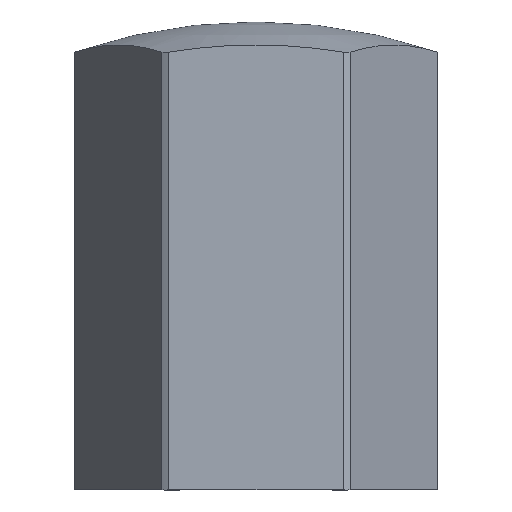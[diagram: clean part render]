
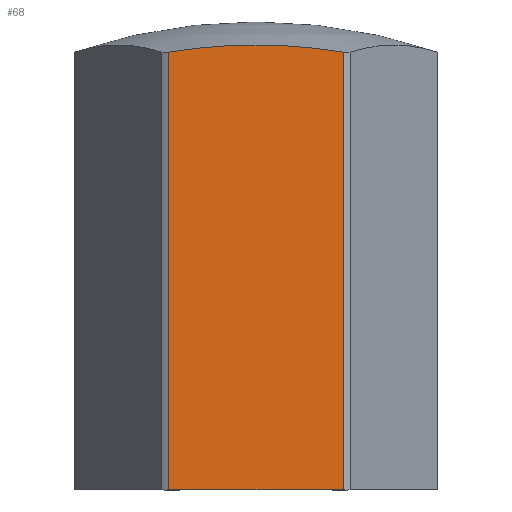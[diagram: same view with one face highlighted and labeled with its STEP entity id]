
A CAD part, left-side view. The second image highlights one B-rep face of the part: STEP entity #68.
In plain terms, the highlighted planar face has unit normal (-1, 0, 0).
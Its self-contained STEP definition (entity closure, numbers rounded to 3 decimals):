
#68=ADVANCED_FACE('',(#139),#140,.T.);
#139=FACE_OUTER_BOUND('',#211,.T.);
#140=PLANE('',#212);
#211=EDGE_LOOP('',(#340,#341,#342,#343));
#212=AXIS2_PLACEMENT_3D('',#344,#345,#346);
#340=ORIENTED_EDGE('',*,*,#483,.F.);
#341=ORIENTED_EDGE('',*,*,#492,.T.);
#342=ORIENTED_EDGE('',*,*,#477,.F.);
#343=ORIENTED_EDGE('',*,*,#442,.T.);
#344=CARTESIAN_POINT('',(-8.5,-4.907,0.));
#345=DIRECTION('',(-1.0,0.,0.));
#346=DIRECTION('',(0.,0.0,1.0));
#442=EDGE_CURVE('',#524,#522,#525,.T.);
#477=EDGE_CURVE('',#524,#582,#583,.T.);
#483=EDGE_CURVE('',#590,#522,#592,.T.);
#492=EDGE_CURVE('',#590,#582,#604,.T.);
#522=VERTEX_POINT('',#634);
#524=VERTEX_POINT('',#636);
#525=CIRCLE('',#637,28.771);
#582=VERTEX_POINT('',#706);
#583=LINE('',#707,#708);
#590=VERTEX_POINT('',#717);
#592=LINE('',#719,#720);
#604=LINE('',#735,#736);
#634=CARTESIAN_POINT('',(-8.5,4.673,23.389));
#636=CARTESIAN_POINT('',(-8.5,-4.673,23.389));
#637=AXIS2_PLACEMENT_3D('',#775,#776,#777);
#706=CARTESIAN_POINT('',(-8.5,-4.673,0.0));
#707=CARTESIAN_POINT('',(-8.5,-4.673,11.885));
#708=VECTOR('',#835,1.0);
#717=CARTESIAN_POINT('',(-8.5,4.673,0.0));
#719=CARTESIAN_POINT('',(-8.5,4.673,11.885));
#720=VECTOR('',#844,1.0);
#735=CARTESIAN_POINT('',(-8.5,4.907,0.));
#736=VECTOR('',#854,10.0);
#775=CARTESIAN_POINT('',(-8.5,0.,-5.));
#776=DIRECTION('',(-1.0,0.,0.));
#777=DIRECTION('',(0.,0.0,-1.0));
#835=DIRECTION('',(-0.0,-0.0,-1.0));
#844=DIRECTION('',(0.0,0.0,1.0));
#854=DIRECTION('',(0.,-1.0,0.));
